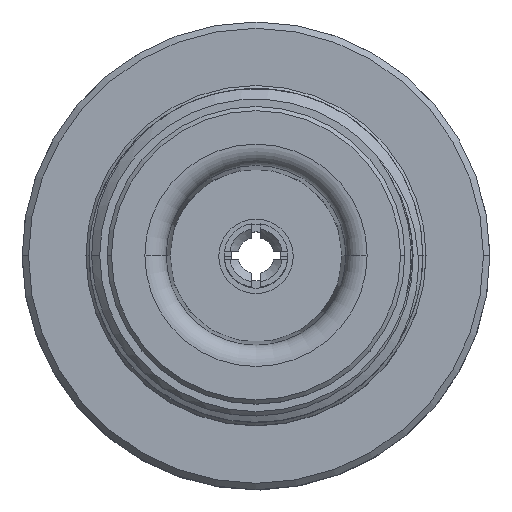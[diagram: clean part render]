
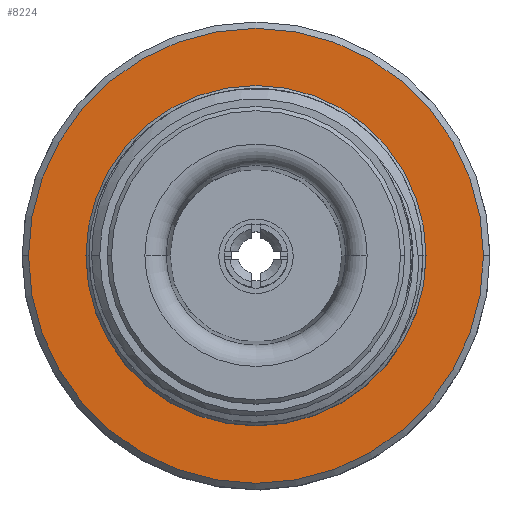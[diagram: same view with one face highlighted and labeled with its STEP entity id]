
A CAD part, top view. The second image highlights one B-rep face of the part: STEP entity #8224.
In plain terms, the highlighted planar face has unit normal (0, 0, 1).
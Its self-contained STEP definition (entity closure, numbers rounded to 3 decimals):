
#82 = DIRECTION ( 'NONE',  ( -1., 0., 0. ) ) ;
#115 = FACE_OUTER_BOUND ( 'NONE', #8621, .T. ) ;
#445 = CIRCLE ( 'NONE', #6775, 10.7 ) ;
#1238 = VERTEX_POINT ( 'NONE', #7270 ) ;
#1569 = CARTESIAN_POINT ( 'NONE',  ( -10.7, 0., 13.4 ) ) ;
#1581 = EDGE_CURVE ( 'NONE', #5915, #4821, #445, .T. ) ;
#1721 = ORIENTED_EDGE ( 'NONE', *, *, #1581, .F. ) ;
#2033 = AXIS2_PLACEMENT_3D ( 'NONE', #4964, #11143, #8780 ) ;
#2509 = CIRCLE ( 'NONE', #13399, 8. ) ;
#2556 = DIRECTION ( 'NONE',  ( 0., 0., -1. ) ) ;
#2662 = ORIENTED_EDGE ( 'NONE', *, *, #4960, .T. ) ;
#3113 = ORIENTED_EDGE ( 'NONE', *, *, #8180, .F. ) ;
#3289 = AXIS2_PLACEMENT_3D ( 'NONE', #14795, #10980, #13370 ) ;
#3669 = DIRECTION ( 'NONE',  ( -1., 0., 0. ) ) ;
#3747 = DIRECTION ( 'NONE',  ( -1., 0., 0. ) ) ;
#3773 = PLANE ( 'NONE',  #2033 ) ;
#4821 = VERTEX_POINT ( 'NONE', #5815 ) ;
#4926 = EDGE_CURVE ( 'NONE', #1238, #10895, #8847, .T. ) ;
#4960 = EDGE_CURVE ( 'NONE', #10895, #1238, #2509, .T. ) ;
#4964 = CARTESIAN_POINT ( 'NONE',  ( 0., 8., 13.4 ) ) ;
#5545 = AXIS2_PLACEMENT_3D ( 'NONE', #10800, #7322, #3747 ) ;
#5815 = CARTESIAN_POINT ( 'NONE',  ( 10.7, 0., 13.4 ) ) ;
#5915 = VERTEX_POINT ( 'NONE', #1569 ) ;
#6032 = EDGE_LOOP ( 'NONE', ( #2662, #8560 ) ) ;
#6775 = AXIS2_PLACEMENT_3D ( 'NONE', #14917, #2556, #82 ) ;
#7270 = CARTESIAN_POINT ( 'NONE',  ( 8., 0., 13.4 ) ) ;
#7322 = DIRECTION ( 'NONE',  ( 0., 0., -1. ) ) ;
#7350 = FACE_BOUND ( 'NONE', #6032, .T. ) ;
#8180 = EDGE_CURVE ( 'NONE', #4821, #5915, #10633, .T. ) ;
#8224 = ADVANCED_FACE ( 'NONE', ( #7350, #115 ), #3773, .T. ) ;
#8362 = DIRECTION ( 'NONE',  ( 0., 0., -1. ) ) ;
#8560 = ORIENTED_EDGE ( 'NONE', *, *, #4926, .T. ) ;
#8621 = EDGE_LOOP ( 'NONE', ( #1721, #3113 ) ) ;
#8780 = DIRECTION ( 'NONE',  ( 1., 0., 0. ) ) ;
#8847 = CIRCLE ( 'NONE', #5545, 8. ) ;
#10633 = CIRCLE ( 'NONE', #3289, 10.7 ) ;
#10800 = CARTESIAN_POINT ( 'NONE',  ( 0., 0., 13.4 ) ) ;
#10895 = VERTEX_POINT ( 'NONE', #11253 ) ;
#10980 = DIRECTION ( 'NONE',  ( 0., 0., -1. ) ) ;
#11143 = DIRECTION ( 'NONE',  ( 0., 0., 1. ) ) ;
#11253 = CARTESIAN_POINT ( 'NONE',  ( -8., 0., 13.4 ) ) ;
#13370 = DIRECTION ( 'NONE',  ( -1., 0., 0. ) ) ;
#13399 = AXIS2_PLACEMENT_3D ( 'NONE', #15489, #8362, #3669 ) ;
#14795 = CARTESIAN_POINT ( 'NONE',  ( 0., 0., 13.4 ) ) ;
#14917 = CARTESIAN_POINT ( 'NONE',  ( 0., 0., 13.4 ) ) ;
#15489 = CARTESIAN_POINT ( 'NONE',  ( 0., 0., 13.4 ) ) ;
